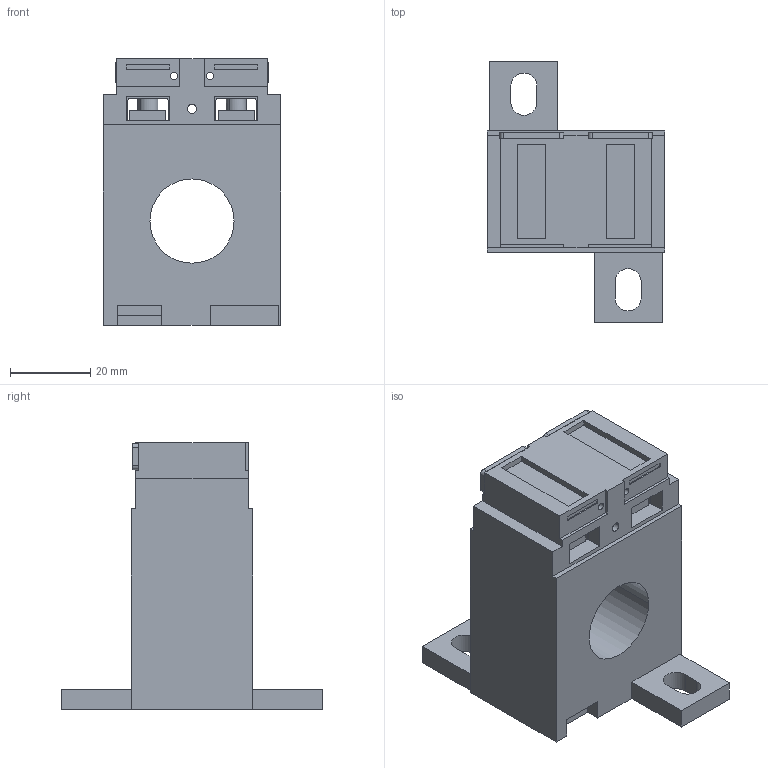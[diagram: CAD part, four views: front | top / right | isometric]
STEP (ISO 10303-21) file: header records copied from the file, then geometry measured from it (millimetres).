
FILE_DESCRIPTION(('Creo Elements/Direct Modeling STEP Export'),'2;1');
FILE_NAME('model.stp','2020-10-08T11:54:12',(''),(''),'Creo Elements/Direct Modeling STEP processor for AP214 (Solid Model)','Creo Elements/Direct Modeling 20.1A 29-Sep-2018 (C) Parametric Technology GmbH','');
FILE_SCHEMA(('AUTOMOTIVE_DESIGN { 1 0 10303 214 1 1 1 1 }'));
Length unit declared in the file: millimetre
Products named in the file (4): PACT_MCR_V1_21_44...-select; PACT_Steckfuss-select; PACT-Abdeckung; PACT_...-V1...-21-44-...-Group-select
Assembly tree (5 placements, depth 2):
  PACT_...-V1...-21-44-...-Group-select
    PACT-Abdeckung  x2
    PACT_Steckfuss-select  x2
    PACT_MCR_V1_21_44...-select
Bounding box: 44.3 x 65.3 x 66.5 mm (x, y, z)
Volume: 71640.7 mm3; surface area: 23684.1 mm2
Topology: 5 solids, 5 shells, 268 faces, 750 edges, 502 vertices
Faces by surface type: plane 220, cylinder 48
Entity records: 8022 total; most frequent: ORIENTED_EDGE 1320, CARTESIAN_POINT 1234, DIRECTION 1058, EDGE_CURVE 660, VECTOR 526, LINE 526, VERTEX_POINT 442, EDGE_LOOP 276
